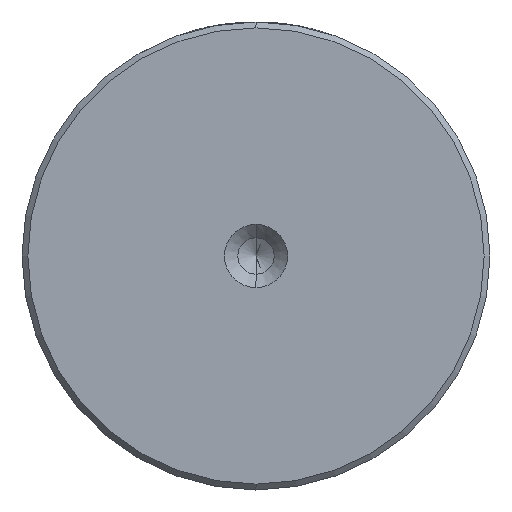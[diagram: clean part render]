
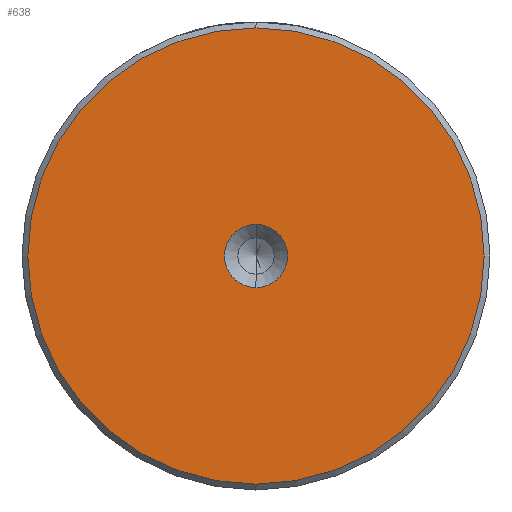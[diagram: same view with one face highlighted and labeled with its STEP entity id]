
A CAD part, left-side view. The second image highlights one B-rep face of the part: STEP entity #638.
In plain terms, the highlighted planar face has unit normal (-1, 0, 0).
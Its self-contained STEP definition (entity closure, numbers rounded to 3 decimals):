
#6 = CARTESIAN_POINT ( 'NONE',  ( 0., 0., -19.5 ) ) ;
#29 = EDGE_LOOP ( 'NONE', ( #2097, #2966 ) ) ;
#52 = DIRECTION ( 'NONE',  ( 0., 0., 1. ) ) ;
#254 = CARTESIAN_POINT ( 'NONE',  ( 0., 0., 2.7 ) ) ;
#297 = ORIENTED_EDGE ( 'NONE', *, *, #521, .F. ) ;
#380 = EDGE_LOOP ( 'NONE', ( #297, #1584 ) ) ;
#521 = EDGE_CURVE ( 'NONE', #2322, #1103, #1598, .T. ) ;
#608 = DIRECTION ( 'NONE',  ( -1., 0., 0. ) ) ;
#638 = ADVANCED_FACE ( 'NONE', ( #1376, #2711 ), #2258, .T. ) ;
#646 = CARTESIAN_POINT ( 'NONE',  ( 0., 0., 0. ) ) ;
#736 = CARTESIAN_POINT ( 'NONE',  ( 0., 0., 0. ) ) ;
#744 = CIRCLE ( 'NONE', #2751, 19.5 ) ;
#860 = DIRECTION ( 'NONE',  ( 0., 0., 1. ) ) ;
#966 = DIRECTION ( 'NONE',  ( -1., 0., 0. ) ) ;
#1042 = AXIS2_PLACEMENT_3D ( 'NONE', #736, #966, #2613 ) ;
#1103 = VERTEX_POINT ( 'NONE', #1181 ) ;
#1136 = AXIS2_PLACEMENT_3D ( 'NONE', #646, #2275, #860 ) ;
#1181 = CARTESIAN_POINT ( 'NONE',  ( 0., 0., -2.7 ) ) ;
#1206 = EDGE_CURVE ( 'NONE', #2511, #1599, #744, .T. ) ;
#1285 = DIRECTION ( 'NONE',  ( -1., 0., 0. ) ) ;
#1376 = FACE_OUTER_BOUND ( 'NONE', #29, .T. ) ;
#1431 = DIRECTION ( 'NONE',  ( -1., 0., 0. ) ) ;
#1584 = ORIENTED_EDGE ( 'NONE', *, *, #2869, .F. ) ;
#1598 = CIRCLE ( 'NONE', #2683, 2.7 ) ;
#1599 = VERTEX_POINT ( 'NONE', #6 ) ;
#1811 = CARTESIAN_POINT ( 'NONE',  ( 0., 0., 19.5 ) ) ;
#2004 = CARTESIAN_POINT ( 'NONE',  ( 0., 0., 0. ) ) ;
#2097 = ORIENTED_EDGE ( 'NONE', *, *, #2138, .T. ) ;
#2138 = EDGE_CURVE ( 'NONE', #1599, #2511, #2843, .T. ) ;
#2237 = DIRECTION ( 'NONE',  ( 0., 0., 1. ) ) ;
#2258 = PLANE ( 'NONE',  #1042 ) ;
#2275 = DIRECTION ( 'NONE',  ( -1., 0., 0. ) ) ;
#2322 = VERTEX_POINT ( 'NONE', #254 ) ;
#2398 = CIRCLE ( 'NONE', #2866, 2.7 ) ;
#2511 = VERTEX_POINT ( 'NONE', #1811 ) ;
#2613 = DIRECTION ( 'NONE',  ( 0., 0., 1. ) ) ;
#2683 = AXIS2_PLACEMENT_3D ( 'NONE', #2004, #608, #2237 ) ;
#2701 = CARTESIAN_POINT ( 'NONE',  ( 0., 0., 0. ) ) ;
#2711 = FACE_BOUND ( 'NONE', #380, .T. ) ;
#2751 = AXIS2_PLACEMENT_3D ( 'NONE', #2846, #1431, #52 ) ;
#2843 = CIRCLE ( 'NONE', #1136, 19.5 ) ;
#2846 = CARTESIAN_POINT ( 'NONE',  ( 0., 0., 0. ) ) ;
#2866 = AXIS2_PLACEMENT_3D ( 'NONE', #2701, #1285, #2939 ) ;
#2869 = EDGE_CURVE ( 'NONE', #1103, #2322, #2398, .T. ) ;
#2939 = DIRECTION ( 'NONE',  ( 0., 0., 1. ) ) ;
#2966 = ORIENTED_EDGE ( 'NONE', *, *, #1206, .T. ) ;
